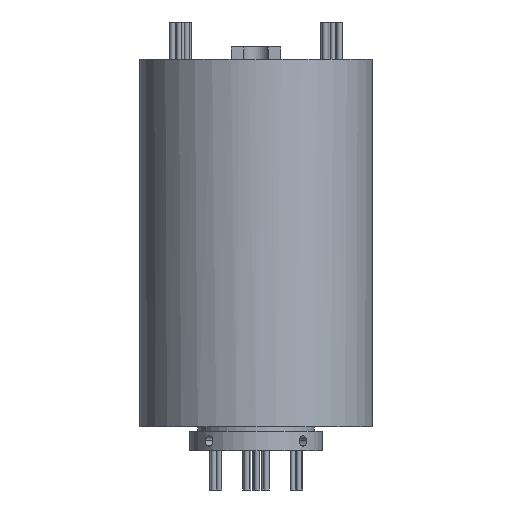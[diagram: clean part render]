
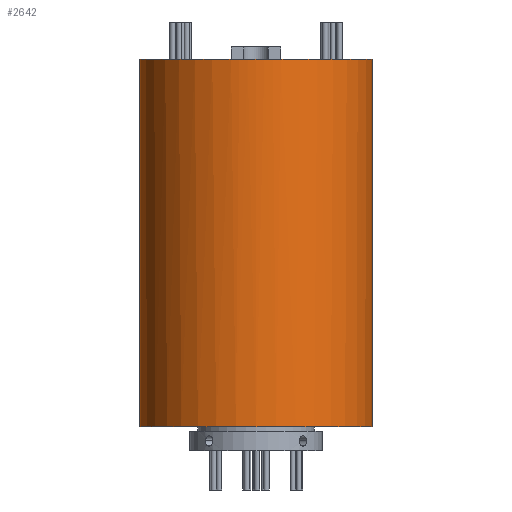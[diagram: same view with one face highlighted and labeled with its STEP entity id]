
A CAD part, front view. The second image highlights one B-rep face of the part: STEP entity #2642.
In plain terms, the highlighted cylindrical face has radius 28 mm (diameter 56 mm), a partial arc.
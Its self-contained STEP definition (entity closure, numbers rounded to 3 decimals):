
#54 = DIRECTION ( 'NONE',  ( 1., 0., 0. ) ) ;
#644 = AXIS2_PLACEMENT_3D ( 'NONE', #6096, #2034, #6785 ) ;
#674 = DIRECTION ( 'NONE',  ( -1., 0., 0. ) ) ;
#832 = EDGE_CURVE ( 'NONE', #6771, #3916, #5698, .T. ) ;
#960 = CARTESIAN_POINT ( 'NONE',  ( -28., 0., 94.1 ) ) ;
#1149 = EDGE_CURVE ( 'NONE', #4440, #7014, #7181, .T. ) ;
#1150 = DIRECTION ( 'NONE',  ( 0., 0., -1. ) ) ;
#1422 = LINE ( 'NONE', #960, #4827 ) ;
#1776 = VERTEX_POINT ( 'NONE', #3005 ) ;
#1777 = ORIENTED_EDGE ( 'NONE', *, *, #832, .F. ) ;
#2034 = DIRECTION ( 'NONE',  ( 0., 0., 1. ) ) ;
#2038 = AXIS2_PLACEMENT_3D ( 'NONE', #3522, #8247, #4196 ) ;
#2062 = FACE_OUTER_BOUND ( 'NONE', #4319, .T. ) ;
#2098 = VECTOR ( 'NONE', #1150, 1000. ) ;
#2124 = CARTESIAN_POINT ( 'NONE',  ( -28., 0., 5.7 ) ) ;
#2125 = VERTEX_POINT ( 'NONE', #2124 ) ;
#2388 = CARTESIAN_POINT ( 'NONE',  ( 0., 0., 94.1 ) ) ;
#2624 = CARTESIAN_POINT ( 'NONE',  ( 0., 0., 5.7 ) ) ;
#2642 = ADVANCED_FACE ( 'NONE', ( #2062 ), #7259, .T. ) ;
#2669 = AXIS2_PLACEMENT_3D ( 'NONE', #8173, #3412, #674 ) ;
#2929 = VERTEX_POINT ( 'NONE', #7527 ) ;
#3005 = CARTESIAN_POINT ( 'NONE',  ( 0., -28., 94.1 ) ) ;
#3073 = DIRECTION ( 'NONE',  ( 1., 0., 0. ) ) ;
#3131 = CIRCLE ( 'NONE', #6483, 28. ) ;
#3318 = DIRECTION ( 'NONE',  ( 1., 0., 0. ) ) ;
#3343 = AXIS2_PLACEMENT_3D ( 'NONE', #8195, #4161, #54 ) ;
#3412 = DIRECTION ( 'NONE',  ( 0., 0., -1. ) ) ;
#3477 = EDGE_CURVE ( 'NONE', #4440, #2125, #1422, .T. ) ;
#3522 = CARTESIAN_POINT ( 'NONE',  ( 0., 0., 94.1 ) ) ;
#3616 = CARTESIAN_POINT ( 'NONE',  ( -28., 0., 94.1 ) ) ;
#3769 = EDGE_CURVE ( 'NONE', #7014, #1776, #8325, .T. ) ;
#3916 = VERTEX_POINT ( 'NONE', #4932 ) ;
#4056 = CARTESIAN_POINT ( 'NONE',  ( -6., -27.35, 94.1 ) ) ;
#4161 = DIRECTION ( 'NONE',  ( 0., 0., 1. ) ) ;
#4196 = DIRECTION ( 'NONE',  ( 1., 0., 0. ) ) ;
#4319 = EDGE_LOOP ( 'NONE', ( #1777, #6303, #5705, #8388, #8156, #8132, #4604 ) ) ;
#4440 = VERTEX_POINT ( 'NONE', #3616 ) ;
#4475 = AXIS2_PLACEMENT_3D ( 'NONE', #2624, #7355, #3318 ) ;
#4604 = ORIENTED_EDGE ( 'NONE', *, *, #8530, .T. ) ;
#4827 = VECTOR ( 'NONE', #5727, 1000. ) ;
#4932 = CARTESIAN_POINT ( 'NONE',  ( 28., 0., 5.7 ) ) ;
#5080 = CARTESIAN_POINT ( 'NONE',  ( 28., 0., 94.1 ) ) ;
#5212 = CARTESIAN_POINT ( 'NONE',  ( 28., 0., 94.1 ) ) ;
#5698 = LINE ( 'NONE', #5212, #2098 ) ;
#5705 = ORIENTED_EDGE ( 'NONE', *, *, #5928, .F. ) ;
#5727 = DIRECTION ( 'NONE',  ( 0., 0., -1. ) ) ;
#5928 = EDGE_CURVE ( 'NONE', #1776, #2929, #7539, .T. ) ;
#6096 = CARTESIAN_POINT ( 'NONE',  ( 0., 0., 94.1 ) ) ;
#6100 = CIRCLE ( 'NONE', #4475, 28. ) ;
#6303 = ORIENTED_EDGE ( 'NONE', *, *, #8374, .F. ) ;
#6483 = AXIS2_PLACEMENT_3D ( 'NONE', #2388, #7126, #3073 ) ;
#6771 = VERTEX_POINT ( 'NONE', #5080 ) ;
#6785 = DIRECTION ( 'NONE',  ( 1., 0., 0. ) ) ;
#7014 = VERTEX_POINT ( 'NONE', #4056 ) ;
#7126 = DIRECTION ( 'NONE',  ( 0., 0., 1. ) ) ;
#7181 = CIRCLE ( 'NONE', #644, 28. ) ;
#7259 = CYLINDRICAL_SURFACE ( 'NONE', #2669, 28. ) ;
#7355 = DIRECTION ( 'NONE',  ( 0., 0., 1. ) ) ;
#7527 = CARTESIAN_POINT ( 'NONE',  ( 6., -27.35, 94.1 ) ) ;
#7539 = CIRCLE ( 'NONE', #2038, 28. ) ;
#8132 = ORIENTED_EDGE ( 'NONE', *, *, #3477, .T. ) ;
#8156 = ORIENTED_EDGE ( 'NONE', *, *, #1149, .F. ) ;
#8173 = CARTESIAN_POINT ( 'NONE',  ( 0., 0., 94.1 ) ) ;
#8195 = CARTESIAN_POINT ( 'NONE',  ( 0., 0., 94.1 ) ) ;
#8247 = DIRECTION ( 'NONE',  ( 0., 0., 1. ) ) ;
#8325 = CIRCLE ( 'NONE', #3343, 28. ) ;
#8374 = EDGE_CURVE ( 'NONE', #2929, #6771, #3131, .T. ) ;
#8388 = ORIENTED_EDGE ( 'NONE', *, *, #3769, .F. ) ;
#8530 = EDGE_CURVE ( 'NONE', #2125, #3916, #6100, .T. ) ;
